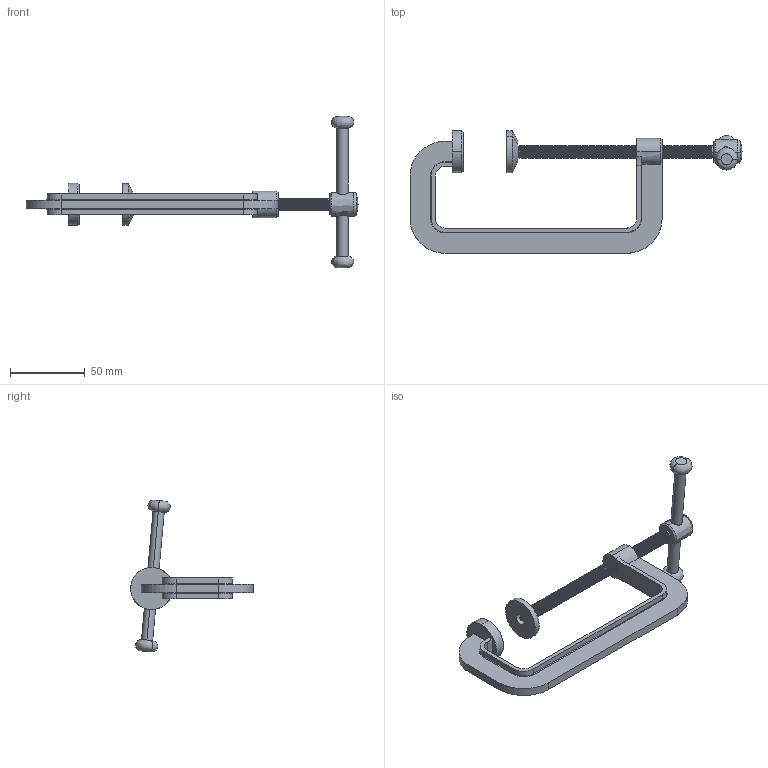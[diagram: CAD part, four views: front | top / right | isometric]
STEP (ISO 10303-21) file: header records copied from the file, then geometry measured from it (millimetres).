
FILE_DESCRIPTION(('FreeCAD Model'),'2;1');
FILE_NAME('Open CASCADE Shape Model','2025-05-09T06:12:04',('FreeCAD'),( 'FreeCAD'),'Open CASCADE STEP processor 7.6','FreeCAD','Unknown');
FILE_SCHEMA(('AUTOMOTIVE_DESIGN { 1 0 10303 214 1 1 1 1 }'));
Products named in the file (1): Open CASCADE STEP translator 7.6 1
Bounding box: 222.22 x 82.02 x 101.5 mm (x, y, z)
Volume: 56849.1 mm3; surface area: 31169.6 mm2
Topology: 5 solids, 5 shells, 511 faces, 1448 edges, 948 vertices
Faces by surface type: bspline 511
Entity records: 40940 total; most frequent: CARTESIAN_POINT 33500, ORIENTED_EDGE 2888, EDGE_CURVE 1444, VERTEX_POINT 948, B_SPLINE_CURVE_WITH_KNOTS 543, FACE_BOUND 522, EDGE_LOOP 522, ADVANCED_FACE 511
